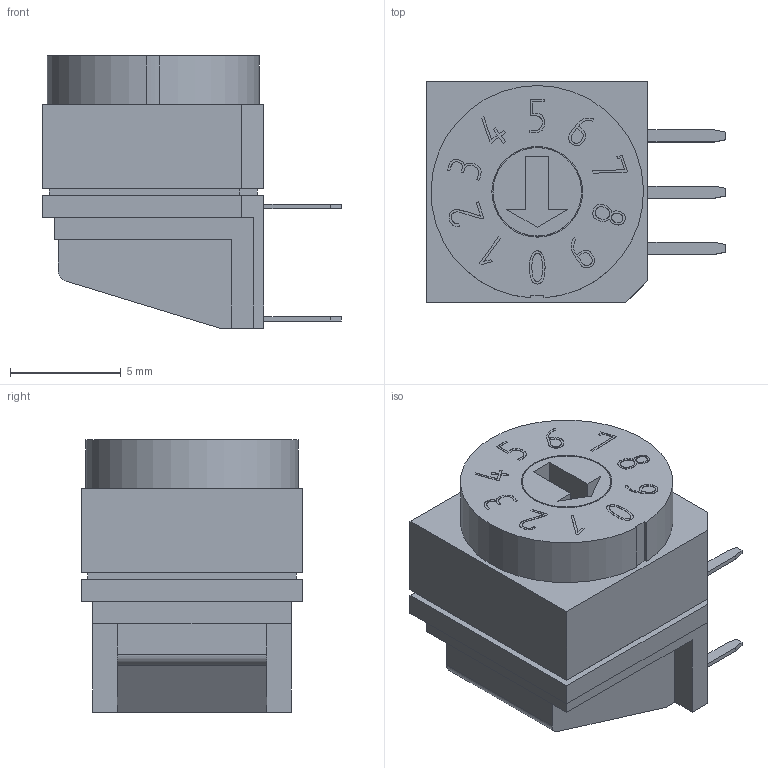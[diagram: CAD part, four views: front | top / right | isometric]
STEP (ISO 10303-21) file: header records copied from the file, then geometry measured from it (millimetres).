
FILE_DESCRIPTION( ( 'Unknown' ), '1' );
FILE_NAME( '42942732091x_10_Pos.stp', 'Unknown', ( 'Unknown' ), ( 'Unknown' ), 'PSStep 16.0.42', 'Unknown', ' ' );
FILE_SCHEMA( ( 'AUTOMOTIVE_DESIGN { 1 0 10303 214 1 1 1 1 }' ) );
Length unit declared in the file: millimetre
Products named in the file (1): 1
Bounding box: 13.5 x 10 x 12.3 mm (x, y, z)
Volume: 950.5 mm3; surface area: 748.9 mm2
Topology: 1 solids, 1 shells, 195 faces, 501 edges, 332 vertices
Faces by surface type: plane 162, extrusion 28, cylinder 5
Full cylindrical faces by diameter (mm): 4 x1, 4.1 x1
Entity records: 8308 total; most frequent: CARTESIAN_POINT 2288, ORIENTED_EDGE 990, DIRECTION 719, EDGE_CURVE 495, VECTOR 363, LINE 335, VERTEX_POINT 332, EDGE_LOOP 225
